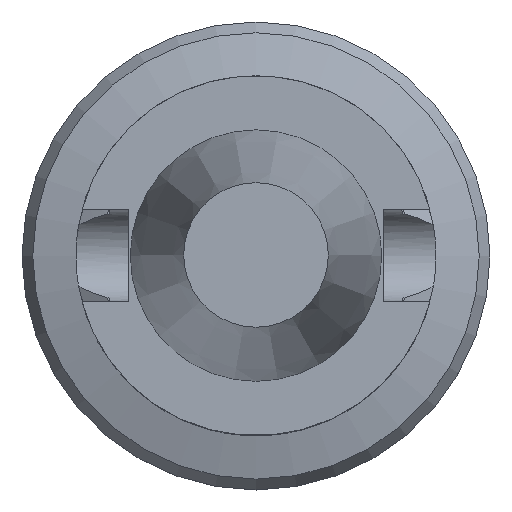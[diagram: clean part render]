
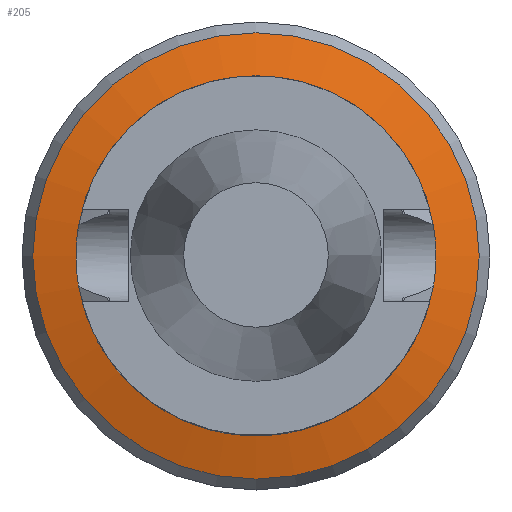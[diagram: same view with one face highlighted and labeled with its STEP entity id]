
A CAD part, top view. The second image highlights one B-rep face of the part: STEP entity #205.
In plain terms, the highlighted conical face has half-angle 75 degrees and reference radius 55.375 mm.
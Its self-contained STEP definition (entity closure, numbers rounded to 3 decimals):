
#146=CONICAL_SURFACE('',#721,55.375,75.);
#161=FACE_BOUND('',#289,.T.);
#162=FACE_BOUND('',#290,.T.);
#205=ADVANCED_FACE('',(#161,#162),#146,.T.);
#289=EDGE_LOOP('',(#453));
#290=EDGE_LOOP('',(#454));
#453=ORIENTED_EDGE('',*,*,#605,.T.);
#454=ORIENTED_EDGE('',*,*,#606,.F.);
#523=VERTEX_POINT('',#1165);
#524=VERTEX_POINT('',#1167);
#605=EDGE_CURVE('',#523,#523,#635,.T.);
#606=EDGE_CURVE('',#524,#524,#636,.T.);
#635=CIRCLE('',#719,62.);
#636=CIRCLE('',#720,48.75);
#719=AXIS2_PLACEMENT_3D('',#1164,#878,#879);
#720=AXIS2_PLACEMENT_3D('',#1166,#880,#881);
#721=AXIS2_PLACEMENT_3D('',#1168,#882,#883);
#878=DIRECTION('',(0.,0.,1.));
#879=DIRECTION('',(0.,-1.,0.));
#880=DIRECTION('',(0.,0.,1.));
#881=DIRECTION('',(0.,1.,0.));
#882=DIRECTION('',(0.,0.,-1.));
#883=DIRECTION('',(0.,-1.,0.));
#1164=CARTESIAN_POINT('',(0.,0.,-53.55));
#1165=CARTESIAN_POINT('',(0.,-62.,-53.55));
#1166=CARTESIAN_POINT('',(0.,0.,-50.));
#1167=CARTESIAN_POINT('',(0.,48.75,-50.));
#1168=CARTESIAN_POINT('',(0.,0.,-51.775));
